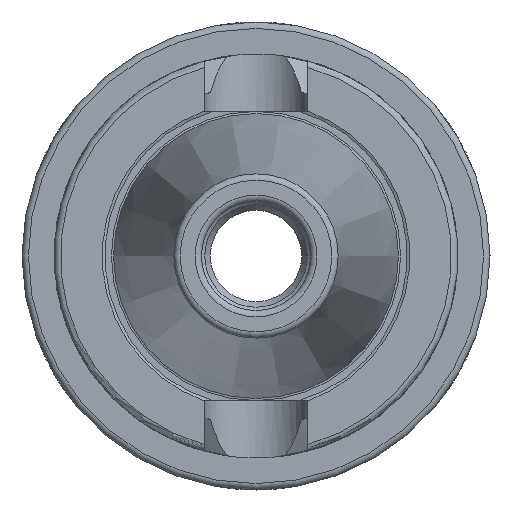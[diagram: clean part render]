
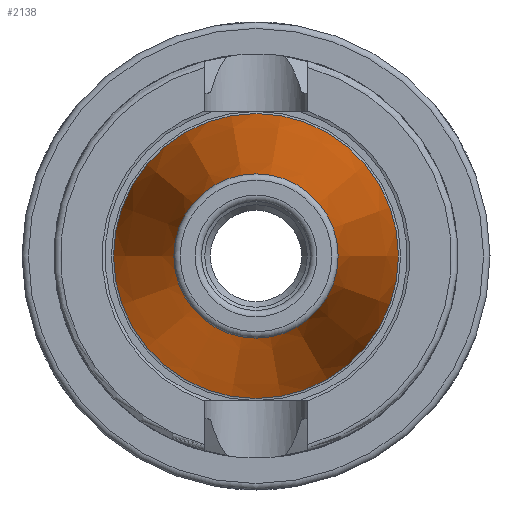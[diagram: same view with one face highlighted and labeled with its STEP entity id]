
A CAD part, left-side view. The second image highlights one B-rep face of the part: STEP entity #2138.
In plain terms, the highlighted conical face has half-angle 8.297 degrees and reference radius 17.519 mm.
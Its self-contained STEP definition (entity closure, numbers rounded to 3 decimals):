
#2111=CARTESIAN_POINT('',(-32.272,0.0,0.0));
#2112=DIRECTION('',(1.0,0.0,0.0));
#2113=DIRECTION('',(0.0,1.0,0.0));
#2114=AXIS2_PLACEMENT_3D('',#2111,#2112,#2113);
#2115=CONICAL_SURFACE('',#2114,17.519,8.297);
#2116=CARTESIAN_POINT('',(0.0,22.225,0.0));
#2117=VERTEX_POINT('',#2116);
#2118=CARTESIAN_POINT('',(0.0,0.0,0.0));
#2119=DIRECTION('',(1.0,0.0,0.0));
#2120=DIRECTION('',(0.0,1.0,0.0));
#2121=AXIS2_PLACEMENT_3D('',#2118,#2119,#2120);
#2122=CIRCLE('',#2121,22.225);
#2123=EDGE_CURVE('',#2117,#2117,#2122,.T.);
#2124=ORIENTED_EDGE('',*,*,#2123,.F.);
#2125=EDGE_LOOP('',(#2124));
#2126=FACE_OUTER_BOUND('',#2125,.T.);
#2127=CARTESIAN_POINT('',(-64.544,12.812,0.0));
#2128=VERTEX_POINT('',#2127);
#2129=CARTESIAN_POINT('',(-64.544,0.0,0.0));
#2130=DIRECTION('',(1.0,0.0,0.0));
#2131=DIRECTION('',(0.0,1.0,0.0));
#2132=AXIS2_PLACEMENT_3D('',#2129,#2130,#2131);
#2133=CIRCLE('',#2132,12.812);
#2134=EDGE_CURVE('',#2128,#2128,#2133,.T.);
#2135=ORIENTED_EDGE('',*,*,#2134,.T.);
#2136=EDGE_LOOP('',(#2135));
#2137=FACE_BOUND('',#2136,.T.);
#2138=ADVANCED_FACE('',(#2126,#2137),#2115,.T.);
